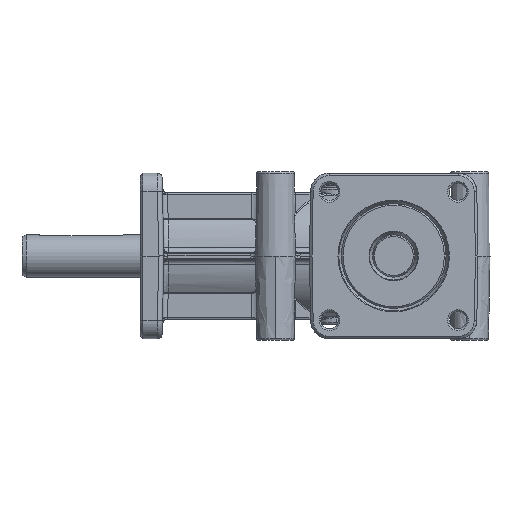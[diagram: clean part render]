
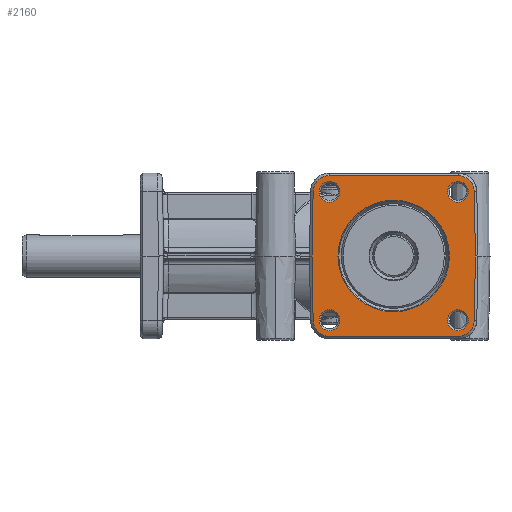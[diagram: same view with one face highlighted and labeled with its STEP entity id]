
A CAD part, left-side view. The second image highlights one B-rep face of the part: STEP entity #2160.
In plain terms, the highlighted planar face has unit normal (-1, 0, 0).
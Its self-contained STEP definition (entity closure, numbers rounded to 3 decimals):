
#2160=ADVANCED_FACE('',(#6323,#6324,#6325,#6326,#6327,#6328),#6329,.T.);
#6323=FACE_OUTER_BOUND('',#13069,.T.);
#6324=FACE_BOUND('',#13070,.T.);
#6325=FACE_BOUND('',#13071,.T.);
#6326=FACE_BOUND('',#13072,.T.);
#6327=FACE_BOUND('',#13073,.T.);
#6328=FACE_BOUND('',#13074,.T.);
#6329=PLANE('',#13075);
#13069=EDGE_LOOP('',(#117466,#117467,#117468,#117469,#117470,#117471,#117472,#117473,#117474,#117475));
#13070=EDGE_LOOP('',(#117476,#117477));
#13071=EDGE_LOOP('',(#117478,#117479));
#13072=EDGE_LOOP('',(#117480,#117481));
#13073=EDGE_LOOP('',(#117482,#117483));
#13074=EDGE_LOOP('',(#117484,#117485));
#13075=AXIS2_PLACEMENT_3D('',#117486,#117487,#117488);
#117466=ORIENTED_EDGE('',*,*,#132428,.F.);
#117467=ORIENTED_EDGE('',*,*,#132429,.F.);
#117468=ORIENTED_EDGE('',*,*,#132430,.F.);
#117469=ORIENTED_EDGE('',*,*,#132431,.F.);
#117470=ORIENTED_EDGE('',*,*,#132432,.F.);
#117471=ORIENTED_EDGE('',*,*,#132433,.F.);
#117472=ORIENTED_EDGE('',*,*,#132434,.F.);
#117473=ORIENTED_EDGE('',*,*,#132435,.F.);
#117474=ORIENTED_EDGE('',*,*,#132436,.F.);
#117475=ORIENTED_EDGE('',*,*,#132437,.F.);
#117476=ORIENTED_EDGE('',*,*,#132438,.F.);
#117477=ORIENTED_EDGE('',*,*,#132439,.F.);
#117478=ORIENTED_EDGE('',*,*,#132440,.F.);
#117479=ORIENTED_EDGE('',*,*,#132441,.F.);
#117480=ORIENTED_EDGE('',*,*,#132442,.F.);
#117481=ORIENTED_EDGE('',*,*,#132443,.F.);
#117482=ORIENTED_EDGE('',*,*,#132444,.F.);
#117483=ORIENTED_EDGE('',*,*,#132445,.F.);
#117484=ORIENTED_EDGE('',*,*,#132422,.F.);
#117485=ORIENTED_EDGE('',*,*,#132423,.F.);
#117486=CARTESIAN_POINT('',(-80.0,18.75,0.0));
#117487=DIRECTION('',(-1.0,0.0,0.0));
#117488=DIRECTION('',(0.0,0.0,1.0));
#132422=EDGE_CURVE('',#139519,#139520,#139521,.T.);
#132423=EDGE_CURVE('',#139520,#139519,#139522,.T.);
#132428=EDGE_CURVE('',#139529,#139530,#139531,.T.);
#132429=EDGE_CURVE('',#139532,#139529,#139533,.T.);
#132430=EDGE_CURVE('',#139534,#139532,#139535,.T.);
#132431=EDGE_CURVE('',#139536,#139534,#139537,.T.);
#132432=EDGE_CURVE('',#139538,#139536,#139539,.T.);
#132433=EDGE_CURVE('',#139540,#139538,#139541,.T.);
#132434=EDGE_CURVE('',#139542,#139540,#139543,.T.);
#132435=EDGE_CURVE('',#139544,#139542,#139545,.T.);
#132436=EDGE_CURVE('',#139546,#139544,#139547,.T.);
#132437=EDGE_CURVE('',#139530,#139546,#139548,.T.);
#132438=EDGE_CURVE('',#139549,#139550,#139551,.T.);
#132439=EDGE_CURVE('',#139550,#139549,#139552,.T.);
#132440=EDGE_CURVE('',#139553,#139554,#139555,.T.);
#132441=EDGE_CURVE('',#139554,#139553,#139556,.T.);
#132442=EDGE_CURVE('',#139557,#139558,#139559,.T.);
#132443=EDGE_CURVE('',#139558,#139557,#139560,.T.);
#132444=EDGE_CURVE('',#139561,#139562,#139563,.T.);
#132445=EDGE_CURVE('',#139562,#139561,#139564,.T.);
#139519=VERTEX_POINT('',#150011);
#139520=VERTEX_POINT('',#150012);
#139521=CIRCLE('',#150013,33.0);
#139522=CIRCLE('',#150014,33.0);
#139529=VERTEX_POINT('',#150021);
#139530=VERTEX_POINT('',#150022);
#139531=LINE('',#150023,#150024);
#139532=VERTEX_POINT('',#150025);
#139533=CIRCLE('',#150026,9.5);
#139534=VERTEX_POINT('',#150027);
#139535=LINE('',#150028,#150029);
#139536=VERTEX_POINT('',#150030);
#139537=LINE('',#150031,#150032);
#139538=VERTEX_POINT('',#150033);
#139539=CIRCLE('',#150034,9.5);
#139540=VERTEX_POINT('',#150035);
#139541=LINE('',#150036,#150037);
#139542=VERTEX_POINT('',#150038);
#139543=CIRCLE('',#150039,9.5);
#139544=VERTEX_POINT('',#150040);
#139545=LINE('',#150041,#150042);
#139546=VERTEX_POINT('',#150043);
#139547=LINE('',#150044,#150045);
#139548=CIRCLE('',#150046,9.5);
#139549=VERTEX_POINT('',#150047);
#139550=VERTEX_POINT('',#150048);
#139551=CIRCLE('',#150049,6.15);
#139552=CIRCLE('',#150050,6.15);
#139553=VERTEX_POINT('',#150051);
#139554=VERTEX_POINT('',#150052);
#139555=CIRCLE('',#150053,6.15);
#139556=CIRCLE('',#150054,6.15);
#139557=VERTEX_POINT('',#150055);
#139558=VERTEX_POINT('',#150056);
#139559=CIRCLE('',#150057,6.15);
#139560=CIRCLE('',#150058,6.15);
#139561=VERTEX_POINT('',#150059);
#139562=VERTEX_POINT('',#150060);
#139563=CIRCLE('',#150061,6.15);
#139564=CIRCLE('',#150062,6.15);
#150011=CARTESIAN_POINT('',(-80.0,33.0,0.));
#150012=CARTESIAN_POINT('',(-80.0,-33.0,0.));
#150013=AXIS2_PLACEMENT_3D('',#183583,#183584,#183585);
#150014=AXIS2_PLACEMENT_3D('',#183586,#183587,#183588);
#150021=CARTESIAN_POINT('',(-80.0,38.19,47.5));
#150022=CARTESIAN_POINT('',(-80.0,-38.19,47.5));
#150023=CARTESIAN_POINT('',(-80.0,38.19,47.5));
#150024=VECTOR('',#183595,76.381);
#150025=CARTESIAN_POINT('',(-80.0,47.689,38.166));
#150026=AXIS2_PLACEMENT_3D('',#183596,#183597,#183598);
#150027=CARTESIAN_POINT('',(-80.0,48.355,0.));
#150028=CARTESIAN_POINT('',(-80.0,48.355,0.));
#150029=VECTOR('',#183599,38.172);
#150030=CARTESIAN_POINT('',(-80.0,47.689,-38.166));
#150031=CARTESIAN_POINT('',(-80.0,47.689,-38.166));
#150032=VECTOR('',#183600,38.172);
#150033=CARTESIAN_POINT('',(-80.0,38.19,-47.5));
#150034=AXIS2_PLACEMENT_3D('',#183601,#183602,#183603);
#150035=CARTESIAN_POINT('',(-80.0,-38.19,-47.5));
#150036=CARTESIAN_POINT('',(-80.0,-38.19,-47.5));
#150037=VECTOR('',#183604,76.381);
#150038=CARTESIAN_POINT('',(-80.0,-47.689,-38.166));
#150039=AXIS2_PLACEMENT_3D('',#183605,#183606,#183607);
#150040=CARTESIAN_POINT('',(-80.0,-48.355,0.));
#150041=CARTESIAN_POINT('',(-80.0,-48.355,0.));
#150042=VECTOR('',#183608,38.172);
#150043=CARTESIAN_POINT('',(-80.0,-47.689,38.166));
#150044=CARTESIAN_POINT('',(-80.0,-47.689,38.166));
#150045=VECTOR('',#183609,38.172);
#150046=AXIS2_PLACEMENT_3D('',#183610,#183611,#183612);
#150047=CARTESIAN_POINT('',(-80.0,44.15,38.0));
#150048=CARTESIAN_POINT('',(-80.0,31.85,38.0));
#150049=AXIS2_PLACEMENT_3D('',#183613,#183614,#183615);
#150050=AXIS2_PLACEMENT_3D('',#183616,#183617,#183618);
#150051=CARTESIAN_POINT('',(-80.0,-31.85,-38.0));
#150052=CARTESIAN_POINT('',(-80.0,-44.15,-38.0));
#150053=AXIS2_PLACEMENT_3D('',#183619,#183620,#183621);
#150054=AXIS2_PLACEMENT_3D('',#183622,#183623,#183624);
#150055=CARTESIAN_POINT('',(-80.0,-31.85,38.0));
#150056=CARTESIAN_POINT('',(-80.0,-44.15,38.0));
#150057=AXIS2_PLACEMENT_3D('',#183625,#183626,#183627);
#150058=AXIS2_PLACEMENT_3D('',#183628,#183629,#183630);
#150059=CARTESIAN_POINT('',(-80.0,44.15,-38.0));
#150060=CARTESIAN_POINT('',(-80.0,31.85,-38.0));
#150061=AXIS2_PLACEMENT_3D('',#183631,#183632,#183633);
#150062=AXIS2_PLACEMENT_3D('',#183634,#183635,#183636);
#183583=CARTESIAN_POINT('',(-80.0,0.0,0.0));
#183584=DIRECTION('',(-1.0,0.0,0.0));
#183585=DIRECTION('',(0.0,-1.0,0.0));
#183586=CARTESIAN_POINT('',(-80.0,0.0,0.0));
#183587=DIRECTION('',(-1.0,0.0,0.0));
#183588=DIRECTION('',(0.0,-1.0,0.0));
#183595=DIRECTION('',(0.0,-1.0,0.0));
#183596=CARTESIAN_POINT('',(-80.0,38.19,38.0));
#183597=DIRECTION('',(1.0,0.0,-0.0));
#183598=DIRECTION('',(0.0,0.701,0.713));
#183599=DIRECTION('',(0.0,-0.017,1.));
#183600=DIRECTION('',(0.0,0.017,1.));
#183601=CARTESIAN_POINT('',(-80.0,38.19,-38.0));
#183602=DIRECTION('',(1.0,0.0,0.0));
#183603=DIRECTION('',(0.0,0.701,-0.713));
#183604=DIRECTION('',(0.0,1.0,0.0));
#183605=CARTESIAN_POINT('',(-80.0,-38.19,-38.0));
#183606=DIRECTION('',(1.0,0.0,0.0));
#183607=DIRECTION('',(0.0,-0.701,-0.713));
#183608=DIRECTION('',(0.0,0.017,-1.));
#183609=DIRECTION('',(0.0,-0.017,-1.));
#183610=CARTESIAN_POINT('',(-80.0,-38.19,38.0));
#183611=DIRECTION('',(1.0,0.0,0.0));
#183612=DIRECTION('',(0.0,-0.701,0.713));
#183613=CARTESIAN_POINT('',(-80.0,38.0,38.0));
#183614=DIRECTION('',(-1.0,0.0,0.0));
#183615=DIRECTION('',(0.0,-1.0,0.0));
#183616=CARTESIAN_POINT('',(-80.0,38.0,38.0));
#183617=DIRECTION('',(-1.0,0.0,0.0));
#183618=DIRECTION('',(0.0,-1.0,0.0));
#183619=CARTESIAN_POINT('',(-80.0,-38.0,-38.0));
#183620=DIRECTION('',(-1.0,0.0,0.0));
#183621=DIRECTION('',(0.0,-1.0,0.0));
#183622=CARTESIAN_POINT('',(-80.0,-38.0,-38.0));
#183623=DIRECTION('',(-1.0,0.0,0.0));
#183624=DIRECTION('',(0.0,-1.0,0.0));
#183625=CARTESIAN_POINT('',(-80.0,-38.0,38.0));
#183626=DIRECTION('',(-1.0,0.0,0.0));
#183627=DIRECTION('',(0.0,-1.0,0.0));
#183628=CARTESIAN_POINT('',(-80.0,-38.0,38.0));
#183629=DIRECTION('',(-1.0,0.0,0.0));
#183630=DIRECTION('',(0.0,-1.0,0.0));
#183631=CARTESIAN_POINT('',(-80.0,38.0,-38.0));
#183632=DIRECTION('',(-1.0,0.0,0.0));
#183633=DIRECTION('',(0.0,-1.0,0.0));
#183634=CARTESIAN_POINT('',(-80.0,38.0,-38.0));
#183635=DIRECTION('',(-1.0,0.0,0.0));
#183636=DIRECTION('',(0.0,-1.0,0.0));
